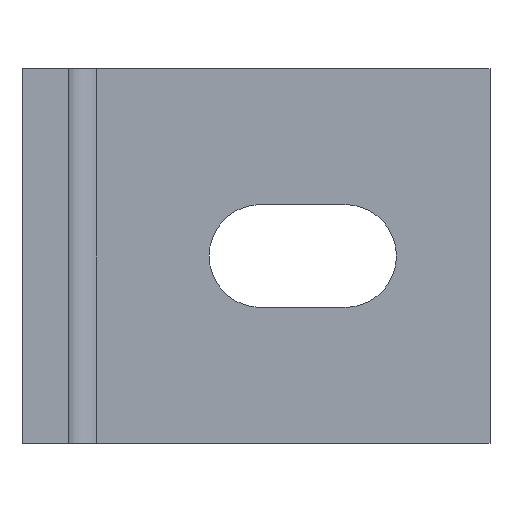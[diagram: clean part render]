
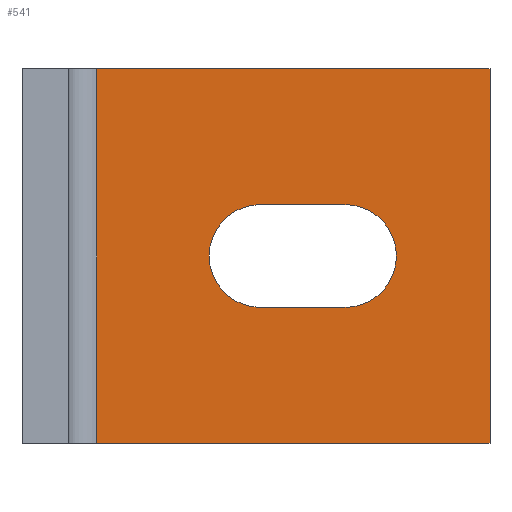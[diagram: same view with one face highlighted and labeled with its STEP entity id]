
A CAD part, front view. The second image highlights one B-rep face of the part: STEP entity #541.
In plain terms, the highlighted planar face has unit normal (0, -1, 0).
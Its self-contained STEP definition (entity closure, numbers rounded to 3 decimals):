
#50=DIRECTION('',(1.,0.,0.));
#51=VECTOR('',#50,42.);
#52=CARTESIAN_POINT('',(8.,65.,-20.));
#53=LINE('',#52,#51);
#153=DIRECTION('',(0.,0.,1.));
#154=VECTOR('',#153,40.);
#155=CARTESIAN_POINT('',(8.,65.,-20.));
#156=LINE('',#155,#154);
#160=CARTESIAN_POINT('',(25.5,65.,0.));
#161=DIRECTION('',(0.,1.,0.));
#162=DIRECTION('',(0.,0.,-1.));
#163=AXIS2_PLACEMENT_3D('',#160,#161,#162);
#168=DIRECTION('',(-1.,0.,0.));
#169=VECTOR('',#168,9.);
#170=CARTESIAN_POINT('',(34.5,65.,-5.5));
#171=LINE('',#170,#169);
#175=CARTESIAN_POINT('',(34.5,65.,0.));
#176=DIRECTION('',(0.,1.,0.));
#177=DIRECTION('',(0.,0.,1.));
#178=AXIS2_PLACEMENT_3D('',#175,#176,#177);
#183=DIRECTION('',(1.,0.,0.));
#184=VECTOR('',#183,9.);
#185=CARTESIAN_POINT('',(25.5,65.,5.5));
#186=LINE('',#185,#184);
#190=DIRECTION('',(1.,0.,0.));
#191=VECTOR('',#190,42.);
#192=CARTESIAN_POINT('',(8.,65.,20.));
#193=LINE('',#192,#191);
#328=DIRECTION('',(0.,0.,1.));
#329=VECTOR('',#328,40.);
#330=CARTESIAN_POINT('',(50.,65.,-20.));
#331=LINE('',#330,#329);
#395=CARTESIAN_POINT('',(50.,65.,-20.));
#397=VERTEX_POINT('',#395);
#403=CARTESIAN_POINT('',(50.,65.,20.));
#405=VERTEX_POINT('',#403);
#415=CARTESIAN_POINT('',(8.,65.,-20.));
#416=CARTESIAN_POINT('',(8.,65.,20.));
#417=VERTEX_POINT('',#415);
#418=VERTEX_POINT('',#416);
#423=CARTESIAN_POINT('',(25.5,65.,-5.5));
#424=CARTESIAN_POINT('',(25.5,65.,5.5));
#425=VERTEX_POINT('',#423);
#426=VERTEX_POINT('',#424);
#427=CARTESIAN_POINT('',(34.5,65.,5.5));
#428=VERTEX_POINT('',#427);
#429=CARTESIAN_POINT('',(34.5,65.,-5.5));
#430=VERTEX_POINT('',#429);
#518=CARTESIAN_POINT('',(5.,65.,-20.));
#519=DIRECTION('',(0.,-1.,0.));
#520=DIRECTION('',(1.,0.,0.));
#521=AXIS2_PLACEMENT_3D('',#518,#519,#520);
#522=PLANE('',#521);
#523=ORIENTED_EDGE('',*,*,#509,.T.);
#525=ORIENTED_EDGE('',*,*,#524,.T.);
#527=ORIENTED_EDGE('',*,*,#526,.F.);
#528=ORIENTED_EDGE('',*,*,#464,.F.);
#529=EDGE_LOOP('',(#523,#525,#527,#528));
#530=FACE_OUTER_BOUND('',#529,.F.);
#532=ORIENTED_EDGE('',*,*,#531,.F.);
#534=ORIENTED_EDGE('',*,*,#533,.F.);
#536=ORIENTED_EDGE('',*,*,#535,.F.);
#538=ORIENTED_EDGE('',*,*,#537,.F.);
#539=EDGE_LOOP('',(#532,#534,#536,#538));
#540=FACE_BOUND('',#539,.F.);
#541=ADVANCED_FACE('',(#530,#540),#522,.T.);
#164=CIRCLE('',#163,5.5);
#179=CIRCLE('',#178,5.5);
#464=EDGE_CURVE('',#417,#397,#53,.T.);
#509=EDGE_CURVE('',#417,#418,#156,.T.);
#524=EDGE_CURVE('',#418,#405,#193,.T.);
#526=EDGE_CURVE('',#397,#405,#331,.T.);
#531=EDGE_CURVE('',#425,#426,#164,.T.);
#533=EDGE_CURVE('',#430,#425,#171,.T.);
#535=EDGE_CURVE('',#428,#430,#179,.T.);
#537=EDGE_CURVE('',#426,#428,#186,.T.);
